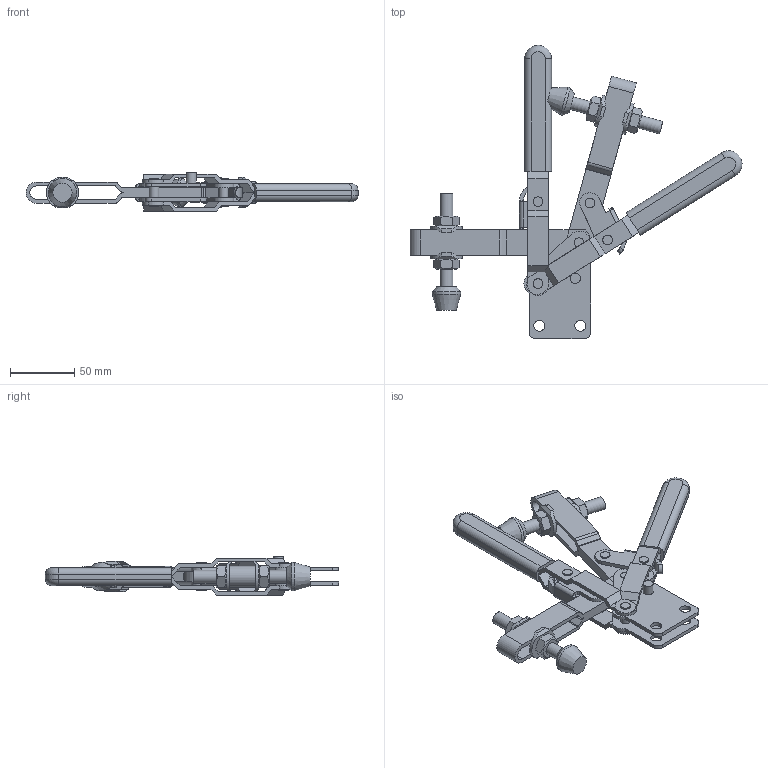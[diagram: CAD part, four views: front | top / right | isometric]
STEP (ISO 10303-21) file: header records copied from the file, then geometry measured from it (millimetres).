
FILE_DESCRIPTION((''),'2;1');
FILE_NAME('TD_2_10_UB_TUENKERS.stp','2011-02-10T08:47:10',('huberm'),(''),'Autodesk Inventor 2010','Autodesk Inventor 2010','');
FILE_SCHEMA(('AUTOMOTIVE_DESIGN { 1 0 10303 214 1 1 1 1 }'));
Length unit declared in the file: millimetre
Products named in the file (1): TD_2_10_U_TUENKERS
Bounding box: 259.24 x 229 x 30 mm (x, y, z)
Surface area: 78185.4 mm2 (no closed solid volume)
Topology: 0 solids, 1 shells, 395 faces, 1085 edges, 692 vertices
Faces by surface type: plane 196, cylinder 113, bspline 70, cone 12, torus 4
Full cylindrical faces by diameter (mm): 7.5 x16, 8 x1, 8.5 x4, 10 x6, 10.25 x4, 22.2 x2
Entity records: 12915 total; most frequent: CARTESIAN_POINT 2786, ORIENTED_EDGE 2048, DIRECTION 1929, EDGE_CURVE 1024, VERTEX_POINT 676, AXIS2_PLACEMENT_3D 659, VECTOR 611, LINE 611
